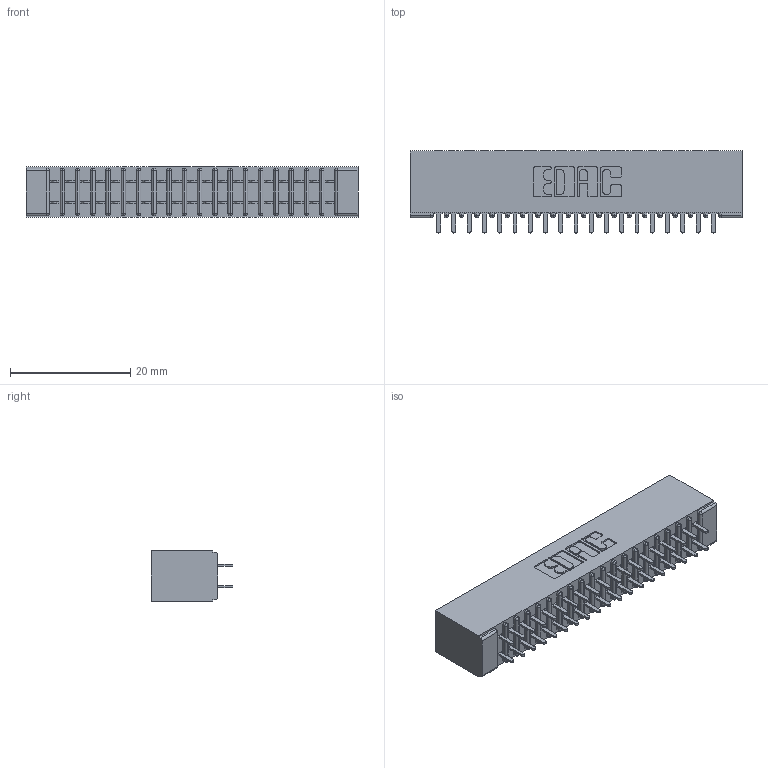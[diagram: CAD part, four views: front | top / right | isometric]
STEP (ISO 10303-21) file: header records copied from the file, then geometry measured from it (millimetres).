
FILE_DESCRIPTION (( 'STEP AP203' ), '1' );
FILE_NAME ('391-038-524-201.STEP', '2018-08-09T00:16:49', ( '' ), ( '' ), 'SwSTEP 2.0', 'SolidWorks 2016', '' );
FILE_SCHEMA (( 'CONFIG_CONTROL_DESIGN' ));
Length unit declared in the file: inch
Products named in the file (3): 341 Part_No Mounting Lugs; 341-292-001_341-292-124; 391-038-524-201
Assembly tree (39 placements, depth 2):
  391-038-524-201
    341 Part_No Mounting Lugs
    341-292-001_341-292-124  x38
Bounding box: 55.24 x 13.64 x 8.38 mm (x, y, z)
Volume: 3278.6 mm3; surface area: 7247.8 mm2
Topology: 39 solids, 39 shells, 2616 faces, 7569 edges, 4902 vertices
Faces by surface type: plane 1584, cylinder 956, sphere 40, torus 36
Entity records: 25780 total; most frequent: CARTESIAN_POINT 4285, ORIENTED_EDGE 4254, DIRECTION 4173, EDGE_CURVE 2127, LINE 1697, VECTOR 1697, VERTEX_POINT 1350, AXIS2_PLACEMENT_3D 1238
